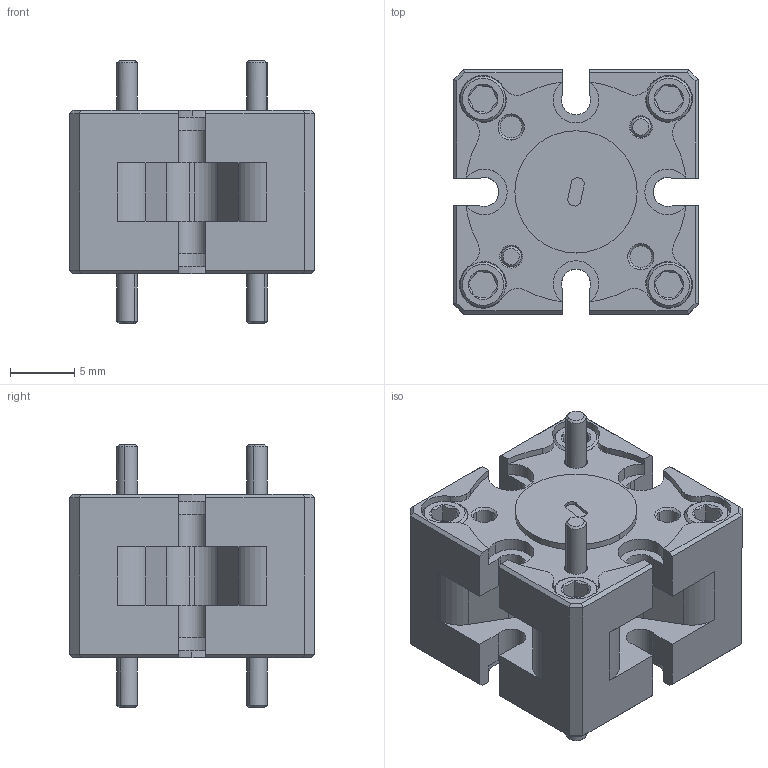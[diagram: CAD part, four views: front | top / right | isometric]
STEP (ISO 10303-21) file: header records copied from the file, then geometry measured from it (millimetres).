
FILE_DESCRIPTION (( 'STEP AP203' ), '1' );
FILE_NAME ('DMTF-08-111-MA1, Defeatured.STEP', '2024-01-16T20:01:42', ( '' ), ( '' ), 'SwSTEP 2.0', 'SolidWorks 2021', '' );
FILE_SCHEMA (( 'CONFIG_CONTROL_DESIGN' ));
Length unit declared in the file: inch
Products named in the file (1): DMTF-08-111-MA1, Defeatured
Bounding box: 19.05 x 19.05 x 20.47 mm (x, y, z)
Volume: 3562.8 mm3; surface area: 2631.2 mm2
Topology: 1 solids, 19 shells, 610 faces, 1514 edges, 962 vertices
Faces by surface type: cylinder 262, plane 212, cone 136
Entity records: 18525 total; most frequent: CARTESIAN_POINT 3579, DIRECTION 3320, ORIENTED_EDGE 3028, EDGE_CURVE 1514, AXIS2_PLACEMENT_3D 1311, VERTEX_POINT 962, CIRCLE 700, VECTOR 698
